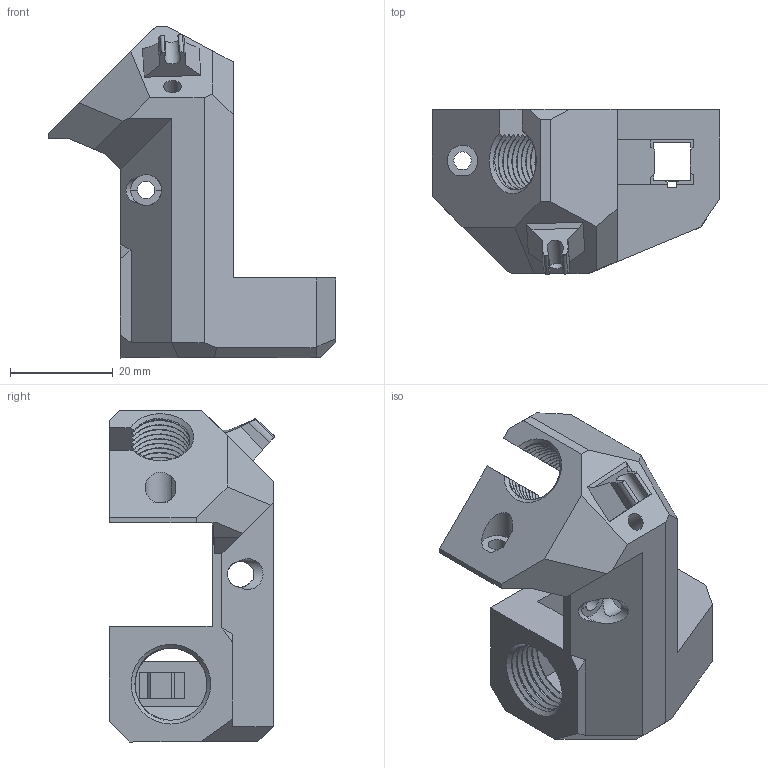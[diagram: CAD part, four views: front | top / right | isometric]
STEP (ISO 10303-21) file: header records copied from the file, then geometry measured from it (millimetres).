
FILE_DESCRIPTION(/* description */ (''),/* implementation_level */ '2;1');
FILE_NAME(/* name */ 'A_Drive_Umbilical v2.step',/* time_stamp */ '2025-08-31T07:26:56-05:00',/* author */ (''),/* organization */ (''),/* preprocessor_version */ 'ST-DEVELOPER v20.1',/* originating_system */ 'Autodesk Translation Framework v14.10.0.0',/* authorisation */ '');
FILE_SCHEMA (('AUTOMOTIVE_DESIGN { 1 0 10303 214 3 1 1 }'));
Length unit declared in the file: millimetre
Products named in the file (1): A_Drive_Umbilical
Bounding box: 56 x 32.2 x 64.64 mm (x, y, z)
Volume: 25434.4 mm3; surface area: 12991.3 mm2
Topology: 1 solids, 1 shells, 226 faces, 685 edges, 457 vertices
Faces by surface type: plane 140, cylinder 55, bspline 29, cone 2
Full cylindrical faces by diameter (mm): 3.4 x2, 14.01 x4, 15.35 x4
Entity records: 19461 total; most frequent: CARTESIAN_POINT 13582, ORIENTED_EDGE 1370, DIRECTION 994, EDGE_CURVE 685, VERTEX_POINT 457, LINE 456, VECTOR 456, AXIS2_PLACEMENT_3D 269
